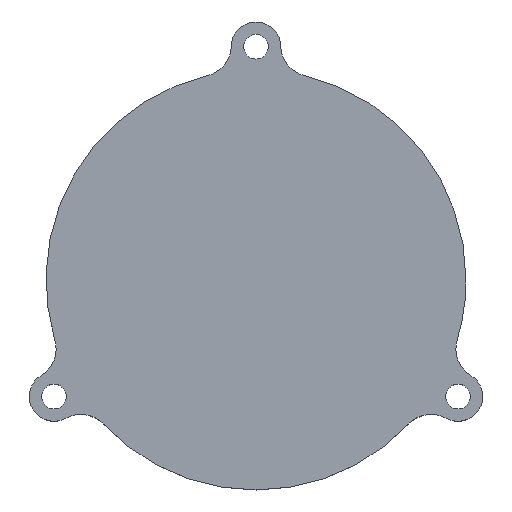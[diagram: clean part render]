
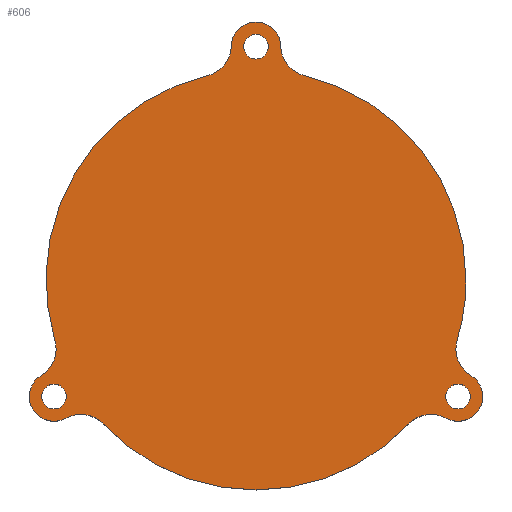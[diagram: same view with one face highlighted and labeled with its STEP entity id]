
A CAD part, top view. The second image highlights one B-rep face of the part: STEP entity #606.
In plain terms, the highlighted planar face has unit normal (0, 0, 1).
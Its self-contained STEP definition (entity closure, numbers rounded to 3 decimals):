
#56=CARTESIAN_POINT('Axis2P3D Location',(0.,37.764,5.)) ;
#60=CARTESIAN_POINT('Vertex',(3.999,37.846,5.)) ;
#62=CARTESIAN_POINT('Vertex',(-3.999,37.846,5.)) ;
#100=CARTESIAN_POINT('Vertex',(-7.845,33.083,5.)) ;
#105=CARTESIAN_POINT('Axis2P3D Location',(-8.998,37.948,5.)) ;
#127=CARTESIAN_POINT('Axis2P3D Location',(8.998,37.948,5.)) ;
#131=CARTESIAN_POINT('Vertex',(7.845,33.083,5.)) ;
#162=CARTESIAN_POINT('Vertex',(-2.,37.764,5.)) ;
#167=CARTESIAN_POINT('Axis2P3D Location',(0.,37.764,5.)) ;
#171=CARTESIAN_POINT('Vertex',(2.,37.764,5.)) ;
#193=CARTESIAN_POINT('Axis2P3D Location',(0.,37.764,5.)) ;
#228=CARTESIAN_POINT('Vertex',(34.,0.,5.)) ;
#231=CARTESIAN_POINT('Axis2P3D Location',(0.,0.,5.)) ;
#235=CARTESIAN_POINT('Vertex',(32.573,-9.748,5.)) ;
#255=CARTESIAN_POINT('Axis2P3D Location',(37.363,-11.181,5.)) ;
#259=CARTESIAN_POINT('Vertex',(34.775,-15.459,5.)) ;
#286=CARTESIAN_POINT('Axis2P3D Location',(-32.704,-18.882,5.)) ;
#290=CARTESIAN_POINT('Vertex',(-34.775,-15.459,5.)) ;
#292=CARTESIAN_POINT('Vertex',(-30.776,-22.386,5.)) ;
#332=CARTESIAN_POINT('Vertex',(-32.573,-9.748,5.)) ;
#340=CARTESIAN_POINT('Axis2P3D Location',(-37.363,-11.181,5.)) ;
#361=CARTESIAN_POINT('Vertex',(-24.728,-23.335,5.)) ;
#366=CARTESIAN_POINT('Axis2P3D Location',(-28.365,-26.766,5.)) ;
#392=CARTESIAN_POINT('Vertex',(-31.704,-20.614,5.)) ;
#397=CARTESIAN_POINT('Axis2P3D Location',(-32.704,-18.882,5.)) ;
#401=CARTESIAN_POINT('Vertex',(-33.704,-17.15,5.)) ;
#423=CARTESIAN_POINT('Axis2P3D Location',(-32.704,-18.882,5.)) ;
#445=CARTESIAN_POINT('Axis2P3D Location',(32.704,-18.882,5.)) ;
#449=CARTESIAN_POINT('Vertex',(30.776,-22.386,5.)) ;
#482=CARTESIAN_POINT('Vertex',(24.728,-23.335,5.)) ;
#490=CARTESIAN_POINT('Axis2P3D Location',(28.365,-26.766,5.)) ;
#511=CARTESIAN_POINT('Vertex',(33.704,-17.15,5.)) ;
#516=CARTESIAN_POINT('Axis2P3D Location',(32.704,-18.882,5.)) ;
#520=CARTESIAN_POINT('Vertex',(31.704,-20.614,5.)) ;
#542=CARTESIAN_POINT('Axis2P3D Location',(32.704,-18.882,5.)) ;
#559=CARTESIAN_POINT('Axis2P3D Location',(0.,0.,5.)) ;
#564=CARTESIAN_POINT('Axis2P3D Location',(0.,0.,5.)) ;
#569=CARTESIAN_POINT('Axis2P3D Location',(0.,0.,5.)) ;
#574=CARTESIAN_POINT('Axis2P3D Location',(0.,0.,5.)) ;
#57=DIRECTION('Axis2P3D Direction',(0.,0.,1.)) ;
#106=DIRECTION('Axis2P3D Direction',(0.,0.,1.)) ;
#128=DIRECTION('Axis2P3D Direction',(0.,0.,1.)) ;
#168=DIRECTION('Axis2P3D Direction',(0.,0.,1.)) ;
#194=DIRECTION('Axis2P3D Direction',(0.,0.,1.)) ;
#232=DIRECTION('Axis2P3D Direction',(0.,0.,1.)) ;
#256=DIRECTION('Axis2P3D Direction',(0.,0.,1.)) ;
#287=DIRECTION('Axis2P3D Direction',(0.,0.,1.)) ;
#341=DIRECTION('Axis2P3D Direction',(0.,0.,-1.)) ;
#367=DIRECTION('Axis2P3D Direction',(0.,-0.,1.)) ;
#398=DIRECTION('Axis2P3D Direction',(0.,0.,1.)) ;
#424=DIRECTION('Axis2P3D Direction',(0.,0.,1.)) ;
#446=DIRECTION('Axis2P3D Direction',(0.,0.,1.)) ;
#491=DIRECTION('Axis2P3D Direction',(0.,0.,-1.)) ;
#517=DIRECTION('Axis2P3D Direction',(0.,0.,1.)) ;
#543=DIRECTION('Axis2P3D Direction',(0.,0.,1.)) ;
#560=DIRECTION('Axis2P3D Direction',(0.,0.,1.)) ;
#561=DIRECTION('Axis2P3D XDirection',(1.,0.,0.)) ;
#565=DIRECTION('Axis2P3D Direction',(0.,0.,1.)) ;
#570=DIRECTION('Axis2P3D Direction',(0.,0.,1.)) ;
#575=DIRECTION('Axis2P3D Direction',(0.,0.,1.)) ;
#58=AXIS2_PLACEMENT_3D('Circle Axis2P3D',#56,#57,$) ;
#107=AXIS2_PLACEMENT_3D('Circle Axis2P3D',#105,#106,$) ;
#129=AXIS2_PLACEMENT_3D('Circle Axis2P3D',#127,#128,$) ;
#169=AXIS2_PLACEMENT_3D('Circle Axis2P3D',#167,#168,$) ;
#195=AXIS2_PLACEMENT_3D('Circle Axis2P3D',#193,#194,$) ;
#233=AXIS2_PLACEMENT_3D('Circle Axis2P3D',#231,#232,$) ;
#257=AXIS2_PLACEMENT_3D('Circle Axis2P3D',#255,#256,$) ;
#288=AXIS2_PLACEMENT_3D('Circle Axis2P3D',#286,#287,$) ;
#342=AXIS2_PLACEMENT_3D('Circle Axis2P3D',#340,#341,$) ;
#368=AXIS2_PLACEMENT_3D('Circle Axis2P3D',#366,#367,$) ;
#399=AXIS2_PLACEMENT_3D('Circle Axis2P3D',#397,#398,$) ;
#425=AXIS2_PLACEMENT_3D('Circle Axis2P3D',#423,#424,$) ;
#447=AXIS2_PLACEMENT_3D('Circle Axis2P3D',#445,#446,$) ;
#492=AXIS2_PLACEMENT_3D('Circle Axis2P3D',#490,#491,$) ;
#518=AXIS2_PLACEMENT_3D('Circle Axis2P3D',#516,#517,$) ;
#544=AXIS2_PLACEMENT_3D('Circle Axis2P3D',#542,#543,$) ;
#562=AXIS2_PLACEMENT_3D('Plane Axis2P3D',#559,#560,#561) ;
#566=AXIS2_PLACEMENT_3D('Circle Axis2P3D',#564,#565,$) ;
#571=AXIS2_PLACEMENT_3D('Circle Axis2P3D',#569,#570,$) ;
#576=AXIS2_PLACEMENT_3D('Circle Axis2P3D',#574,#575,$) ;
#580=ORIENTED_EDGE('',*,*,#261,.T.) ;
#581=ORIENTED_EDGE('',*,*,#237,.T.) ;
#582=ORIENTED_EDGE('',*,*,#568,.T.) ;
#583=ORIENTED_EDGE('',*,*,#133,.T.) ;
#584=ORIENTED_EDGE('',*,*,#64,.T.) ;
#585=ORIENTED_EDGE('',*,*,#109,.T.) ;
#586=ORIENTED_EDGE('',*,*,#573,.T.) ;
#587=ORIENTED_EDGE('',*,*,#344,.T.) ;
#588=ORIENTED_EDGE('',*,*,#294,.T.) ;
#589=ORIENTED_EDGE('',*,*,#370,.T.) ;
#590=ORIENTED_EDGE('',*,*,#578,.T.) ;
#591=ORIENTED_EDGE('',*,*,#494,.T.) ;
#592=ORIENTED_EDGE('',*,*,#451,.T.) ;
#595=ORIENTED_EDGE('',*,*,#173,.F.) ;
#596=ORIENTED_EDGE('',*,*,#197,.F.) ;
#599=ORIENTED_EDGE('',*,*,#522,.F.) ;
#600=ORIENTED_EDGE('',*,*,#546,.F.) ;
#603=ORIENTED_EDGE('',*,*,#427,.F.) ;
#604=ORIENTED_EDGE('',*,*,#403,.F.) ;
#597=FACE_BOUND('',#594,.T.) ;
#601=FACE_BOUND('',#598,.T.) ;
#605=FACE_BOUND('',#602,.T.) ;
#606=ADVANCED_FACE('PartBody',(#593,#597,#601,#605),#563,.T.) ;
#59=CIRCLE('generated circle',#58,4.) ;
#108=CIRCLE('generated circle',#107,5.) ;
#130=CIRCLE('generated circle',#129,5.) ;
#170=CIRCLE('generated circle',#169,2.) ;
#196=CIRCLE('generated circle',#195,2.) ;
#234=CIRCLE('generated circle',#233,34.) ;
#258=CIRCLE('generated circle',#257,5.) ;
#289=CIRCLE('generated circle',#288,4.) ;
#343=CIRCLE('generated circle',#342,5.) ;
#369=CIRCLE('generated circle',#368,5.) ;
#400=CIRCLE('generated circle',#399,2.) ;
#426=CIRCLE('generated circle',#425,2.) ;
#448=CIRCLE('generated circle',#447,4.) ;
#493=CIRCLE('generated circle',#492,5.) ;
#519=CIRCLE('generated circle',#518,2.) ;
#545=CIRCLE('generated circle',#544,2.) ;
#567=CIRCLE('generated circle',#566,34.) ;
#572=CIRCLE('generated circle',#571,34.) ;
#577=CIRCLE('generated circle',#576,34.) ;
#64=EDGE_CURVE('',#61,#63,#59,.T.) ;
#109=EDGE_CURVE('',#63,#101,#108,.F.) ;
#133=EDGE_CURVE('',#132,#61,#130,.F.) ;
#173=EDGE_CURVE('',#163,#172,#170,.T.) ;
#197=EDGE_CURVE('',#172,#163,#196,.T.) ;
#237=EDGE_CURVE('',#236,#229,#234,.T.) ;
#261=EDGE_CURVE('',#260,#236,#258,.F.) ;
#294=EDGE_CURVE('',#291,#293,#289,.T.) ;
#344=EDGE_CURVE('',#333,#291,#343,.T.) ;
#370=EDGE_CURVE('',#293,#362,#369,.F.) ;
#403=EDGE_CURVE('',#393,#402,#400,.T.) ;
#427=EDGE_CURVE('',#402,#393,#426,.T.) ;
#451=EDGE_CURVE('',#450,#260,#448,.T.) ;
#494=EDGE_CURVE('',#483,#450,#493,.T.) ;
#522=EDGE_CURVE('',#512,#521,#519,.T.) ;
#546=EDGE_CURVE('',#521,#512,#545,.T.) ;
#568=EDGE_CURVE('',#229,#132,#567,.T.) ;
#573=EDGE_CURVE('',#101,#333,#572,.T.) ;
#578=EDGE_CURVE('',#362,#483,#577,.T.) ;
#579=EDGE_LOOP('',(#580,#581,#582,#583,#584,#585,#586,#587,#588,#589,#590,#591,#592)) ;
#594=EDGE_LOOP('',(#595,#596)) ;
#598=EDGE_LOOP('',(#599,#600)) ;
#602=EDGE_LOOP('',(#603,#604)) ;
#593=FACE_OUTER_BOUND('',#579,.T.) ;
#563=PLANE('',#562) ;
#61=VERTEX_POINT('',#60) ;
#63=VERTEX_POINT('',#62) ;
#101=VERTEX_POINT('',#100) ;
#132=VERTEX_POINT('',#131) ;
#163=VERTEX_POINT('',#162) ;
#172=VERTEX_POINT('',#171) ;
#229=VERTEX_POINT('',#228) ;
#236=VERTEX_POINT('',#235) ;
#260=VERTEX_POINT('',#259) ;
#291=VERTEX_POINT('',#290) ;
#293=VERTEX_POINT('',#292) ;
#333=VERTEX_POINT('',#332) ;
#362=VERTEX_POINT('',#361) ;
#393=VERTEX_POINT('',#392) ;
#402=VERTEX_POINT('',#401) ;
#450=VERTEX_POINT('',#449) ;
#483=VERTEX_POINT('',#482) ;
#512=VERTEX_POINT('',#511) ;
#521=VERTEX_POINT('',#520) ;
